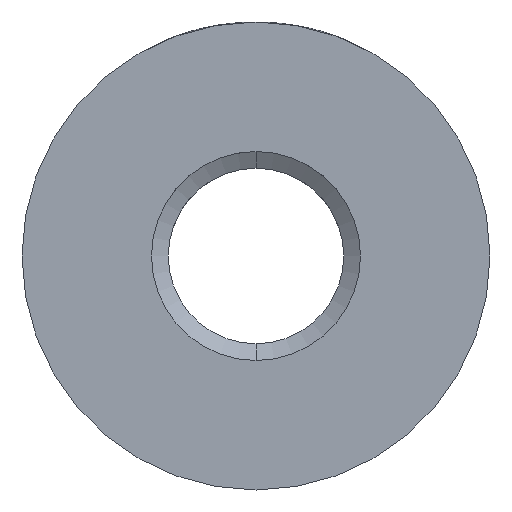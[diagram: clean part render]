
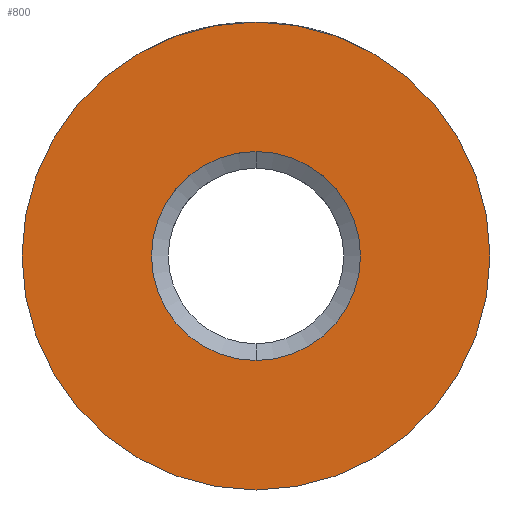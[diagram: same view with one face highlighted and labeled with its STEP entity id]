
A CAD part, front view. The second image highlights one B-rep face of the part: STEP entity #800.
In plain terms, the highlighted planar face has unit normal (0, -1, 0).
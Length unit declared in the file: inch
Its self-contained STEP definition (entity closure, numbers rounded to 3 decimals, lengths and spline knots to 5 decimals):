
#13 = DIRECTION ( 'NONE',  ( 0., 0., -1. ) ) ;
#14 = DIRECTION ( 'NONE',  ( 0., -1., 0. ) ) ;
#16 = CARTESIAN_POINT ( 'NONE',  ( 0., 0., 0. ) ) ;
#75 = CARTESIAN_POINT ( 'NONE',  ( 0., 0., -0.09375 ) ) ;
#84 = DIRECTION ( 'NONE',  ( 0., 0., 1. ) ) ;
#85 = DIRECTION ( 'NONE',  ( 0., 1., 0. ) ) ;
#92 = PLANE ( 'NONE',  #293 ) ;
#94 = DIRECTION ( 'NONE',  ( 0., 0., 1. ) ) ;
#96 = DIRECTION ( 'NONE',  ( 0., 1., 0. ) ) ;
#100 = CARTESIAN_POINT ( 'NONE',  ( 0., 0., 0. ) ) ;
#102 = CARTESIAN_POINT ( 'NONE',  ( 0., 0., 0. ) ) ;
#142 = CIRCLE ( 'NONE', #225, 0.09375 ) ;
#156 = CARTESIAN_POINT ( 'NONE',  ( 0., 0., -0.21 ) ) ;
#183 = FACE_BOUND ( 'NONE', #532, .T. ) ;
#192 = FACE_OUTER_BOUND ( 'NONE', #542, .T. ) ;
#198 = DIRECTION ( 'NONE',  ( 0., 0., 1. ) ) ;
#203 = DIRECTION ( 'NONE',  ( 0., 1., 0. ) ) ;
#204 = CARTESIAN_POINT ( 'NONE',  ( 0., 0., 0. ) ) ;
#210 = CIRCLE ( 'NONE', #313, 0.21 ) ;
#221 = CIRCLE ( 'NONE', #335, 0.21 ) ;
#225 = AXIS2_PLACEMENT_3D ( 'NONE', #16, #14, #13 ) ;
#240 = CARTESIAN_POINT ( 'NONE',  ( 0., 0., 0.21 ) ) ;
#293 = AXIS2_PLACEMENT_3D ( 'NONE', #102, #85, #84 ) ;
#313 = AXIS2_PLACEMENT_3D ( 'NONE', #100, #96, #94 ) ;
#315 = DIRECTION ( 'NONE',  ( 0., 0., -1. ) ) ;
#317 = CIRCLE ( 'NONE', #458, 0.09375 ) ;
#335 = AXIS2_PLACEMENT_3D ( 'NONE', #204, #203, #198 ) ;
#401 = DIRECTION ( 'NONE',  ( 0., -1., 0. ) ) ;
#437 = ORIENTED_EDGE ( 'NONE', *, *, #729, .F. ) ;
#458 = AXIS2_PLACEMENT_3D ( 'NONE', #565, #401, #315 ) ;
#532 = EDGE_LOOP ( 'NONE', ( #709, #618 ) ) ;
#542 = EDGE_LOOP ( 'NONE', ( #437, #844 ) ) ;
#565 = CARTESIAN_POINT ( 'NONE',  ( 0., 0., 0. ) ) ;
#584 = CARTESIAN_POINT ( 'NONE',  ( 0., 0., 0.09375 ) ) ;
#603 = EDGE_CURVE ( 'NONE', #652, #825, #317, .T. ) ;
#618 = ORIENTED_EDGE ( 'NONE', *, *, #603, .F. ) ;
#652 = VERTEX_POINT ( 'NONE', #584 ) ;
#709 = ORIENTED_EDGE ( 'NONE', *, *, #861, .F. ) ;
#727 = VERTEX_POINT ( 'NONE', #240 ) ;
#729 = EDGE_CURVE ( 'NONE', #771, #727, #221, .T. ) ;
#771 = VERTEX_POINT ( 'NONE', #156 ) ;
#782 = EDGE_CURVE ( 'NONE', #727, #771, #210, .T. ) ;
#800 = ADVANCED_FACE ( 'NONE', ( #183, #192 ), #92, .F. ) ;
#825 = VERTEX_POINT ( 'NONE', #75 ) ;
#844 = ORIENTED_EDGE ( 'NONE', *, *, #782, .F. ) ;
#861 = EDGE_CURVE ( 'NONE', #825, #652, #142, .T. ) ;
